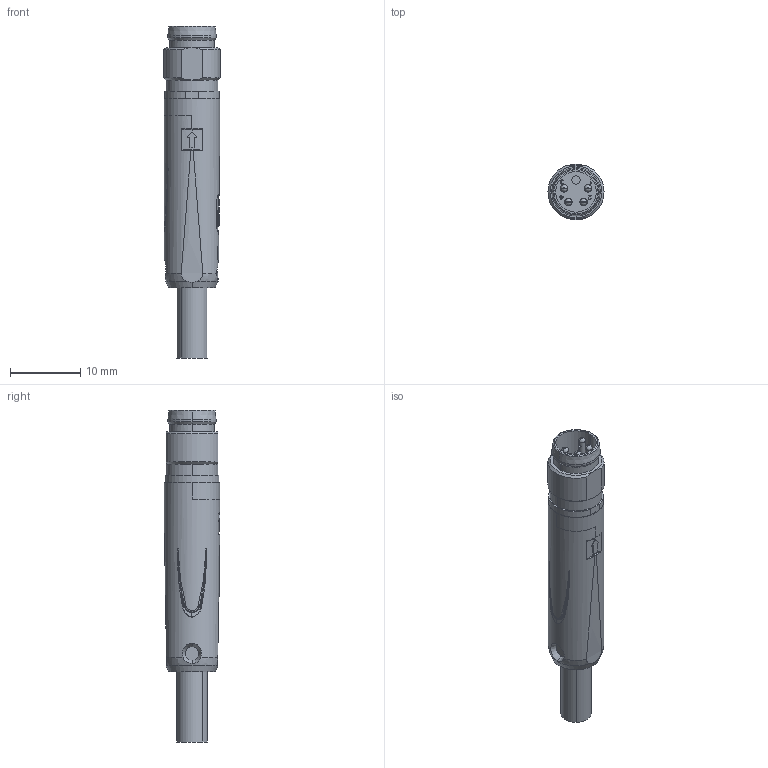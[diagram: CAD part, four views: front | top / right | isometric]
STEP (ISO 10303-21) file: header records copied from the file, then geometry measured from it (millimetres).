
FILE_DESCRIPTION((''),'2;1');
FILE_NAME('CAD-9195_SW0001','2024-09-30T14:01:21',('creinig-se'),(''),'CREO PARAMETRIC BY PTC INC, 2022284','CREO PARAMETRIC BY PTC INC, 2022284','');
FILE_SCHEMA(('CONFIG_CONTROL_DESIGN','SHAPE_APPEARANCE_LAYERS_GROUPS'));
Length unit declared in the file: millimetre
Products named in the file (1): CAD-9195_SW0001
Bounding box: 8 x 7.9 x 47.3 mm (x, y, z)
Volume: 1744.5 mm3; surface area: 1675.2 mm2
Topology: 1 solids, 1 shells, 401 faces, 1191 edges, 808 vertices
Faces by surface type: plane 194, bspline 67, cylinder 66, cone 40, torus 18, sphere 16
Entity records: 22968 total; most frequent: CARTESIAN_POINT 9696, ORIENTED_EDGE 2382, DIRECTION 1966, EDGE_CURVE 1191, VERTEX_POINT 808, AXIS2_PLACEMENT_3D 716, VECTOR 534, LINE 534
